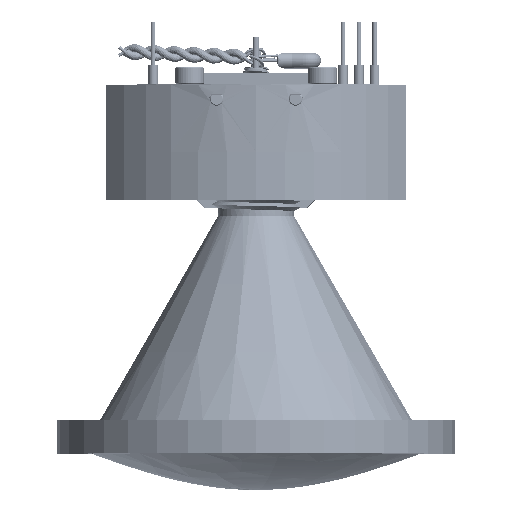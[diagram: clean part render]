
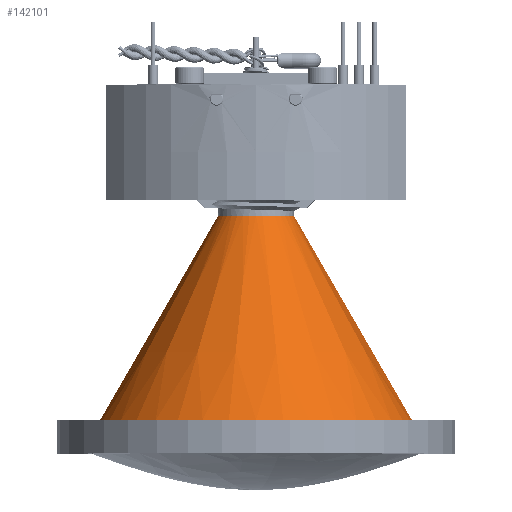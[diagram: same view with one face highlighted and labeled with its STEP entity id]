
A CAD part, top view. The second image highlights one B-rep face of the part: STEP entity #142101.
In plain terms, the highlighted conical face has half-angle 30 degrees and reference radius 6.096 mm.
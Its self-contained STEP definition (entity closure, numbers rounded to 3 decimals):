
#5223 = ORIENTED_EDGE ( 'NONE', *, *, #76538, .T. ) ;
#6753 = FACE_OUTER_BOUND ( 'NONE', #46674, .T. ) ;
#8027 = AXIS2_PLACEMENT_3D ( 'NONE', #137218, #108289, #179967 ) ;
#9679 = EDGE_CURVE ( 'NONE', #26826, #99647, #11982, .T. ) ;
#11480 = DIRECTION ( 'NONE',  ( 0., 1., 0. ) ) ;
#11982 = CIRCLE ( 'NONE', #175755, 6.096 ) ;
#22223 = VERTEX_POINT ( 'NONE', #167939 ) ;
#26826 = VERTEX_POINT ( 'NONE', #161670 ) ;
#40000 = CARTESIAN_POINT ( 'NONE',  ( 25.812, 11.51, -13.461 ) ) ;
#43838 = CARTESIAN_POINT ( 'NONE',  ( 31.908, 11.51, -13.461 ) ) ;
#46674 = EDGE_LOOP ( 'NONE', ( #65841, #118293, #5223, #135161 ) ) ;
#54095 = VERTEX_POINT ( 'NONE', #149139 ) ;
#54744 = DIRECTION ( 'NONE',  ( 0., -1., 0. ) ) ;
#55456 = CARTESIAN_POINT ( 'NONE',  ( 19.716, 11.51, -13.461 ) ) ;
#65841 = ORIENTED_EDGE ( 'NONE', *, *, #111685, .F. ) ;
#76538 = EDGE_CURVE ( 'NONE', #26826, #54095, #154869, .T. ) ;
#82522 = CARTESIAN_POINT ( 'NONE',  ( 25.812, 11.51, -13.461 ) ) ;
#92710 = CARTESIAN_POINT ( 'NONE',  ( 31.908, 11.51, -13.461 ) ) ;
#99647 = VERTEX_POINT ( 'NONE', #92710 ) ;
#103097 = VECTOR ( 'NONE', #127773, 1000. ) ;
#108289 = DIRECTION ( 'NONE',  ( 0., 1., 0. ) ) ;
#109738 = DIRECTION ( 'NONE',  ( -1., 0., 0. ) ) ;
#111685 = EDGE_CURVE ( 'NONE', #99647, #22223, #140556, .T. ) ;
#116493 = AXIS2_PLACEMENT_3D ( 'NONE', #40000, #54744, #109738 ) ;
#117158 = CONICAL_SURFACE ( 'NONE', #116493, 6.096, 0.524 ) ;
#118293 = ORIENTED_EDGE ( 'NONE', *, *, #9679, .F. ) ;
#125711 = DIRECTION ( 'NONE',  ( 1., 0., 0. ) ) ;
#127773 = DIRECTION ( 'NONE',  ( 0.5, -0.866, 0. ) ) ;
#135161 = ORIENTED_EDGE ( 'NONE', *, *, #173810, .T. ) ;
#137218 = CARTESIAN_POINT ( 'NONE',  ( 25.812, -21.307, -13.461 ) ) ;
#140556 = LINE ( 'NONE', #43838, #103097 ) ;
#142101 = ADVANCED_FACE ( 'NONE', ( #6753 ), #117158, .T. ) ;
#149139 = CARTESIAN_POINT ( 'NONE',  ( 0.769, -21.307, -13.461 ) ) ;
#154869 = LINE ( 'NONE', #55456, #161468 ) ;
#157172 = CIRCLE ( 'NONE', #8027, 25.043 ) ;
#161468 = VECTOR ( 'NONE', #167977, 1000. ) ;
#161670 = CARTESIAN_POINT ( 'NONE',  ( 19.716, 11.51, -13.461 ) ) ;
#167939 = CARTESIAN_POINT ( 'NONE',  ( 50.854, -21.307, -13.461 ) ) ;
#167977 = DIRECTION ( 'NONE',  ( -0.5, -0.866, 0. ) ) ;
#173810 = EDGE_CURVE ( 'NONE', #54095, #22223, #157172, .T. ) ;
#175755 = AXIS2_PLACEMENT_3D ( 'NONE', #82522, #11480, #125711 ) ;
#179967 = DIRECTION ( 'NONE',  ( 1., 0., 0. ) ) ;
